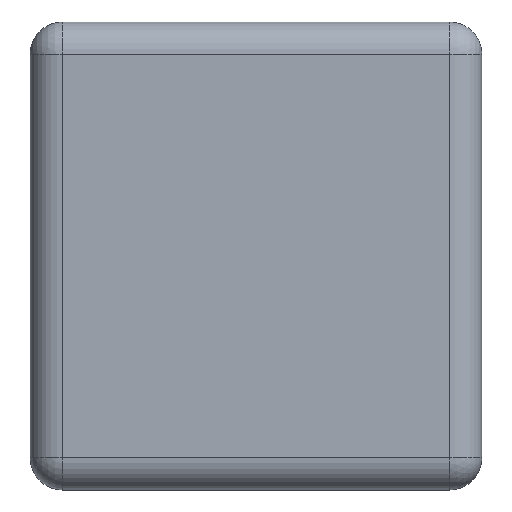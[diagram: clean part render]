
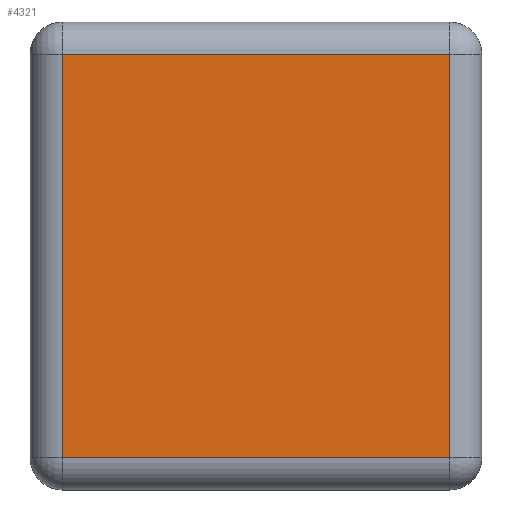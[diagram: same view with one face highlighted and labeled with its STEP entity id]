
A CAD part, left-side view. The second image highlights one B-rep face of the part: STEP entity #4321.
In plain terms, the highlighted face is planar.
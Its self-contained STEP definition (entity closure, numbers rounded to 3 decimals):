
#143 = CARTESIAN_POINT ( 'NONE',  ( 0.1, 0., 0. ) ) ;
#233 = LINE ( 'NONE', #2751, #1632 ) ;
#479 = VERTEX_POINT ( 'NONE', #4507 ) ;
#535 = CARTESIAN_POINT ( 'NONE',  ( 0.1, 1.3, 0. ) ) ;
#551 = LINE ( 'NONE', #2950, #1560 ) ;
#721 = AXIS2_PLACEMENT_3D ( 'NONE', #143, #4136, #2396 ) ;
#982 = ORIENTED_EDGE ( 'NONE', *, *, #2656, .T. ) ;
#1225 = DIRECTION ( 'NONE',  ( 0., 0., -1. ) ) ;
#1341 = VERTEX_POINT ( 'NONE', #4027 ) ;
#1507 = VECTOR ( 'NONE', #1610, 1000. ) ;
#1560 = VECTOR ( 'NONE', #4397, 1000. ) ;
#1610 = DIRECTION ( 'NONE',  ( 0., 0., 1. ) ) ;
#1632 = VECTOR ( 'NONE', #2163, 1000. ) ;
#1898 = CARTESIAN_POINT ( 'NONE',  ( 0.1, 1.3, -1.35 ) ) ;
#2007 = LINE ( 'NONE', #535, #1507 ) ;
#2046 = ORIENTED_EDGE ( 'NONE', *, *, #3466, .T. ) ;
#2075 = LINE ( 'NONE', #3741, #4149 ) ;
#2163 = DIRECTION ( 'NONE',  ( 0., 1., 0. ) ) ;
#2329 = VERTEX_POINT ( 'NONE', #4430 ) ;
#2396 = DIRECTION ( 'NONE',  ( 0., 0., 1. ) ) ;
#2545 = EDGE_CURVE ( 'NONE', #2329, #4552, #233, .T. ) ;
#2656 = EDGE_CURVE ( 'NONE', #4552, #1341, #2007, .T. ) ;
#2751 = CARTESIAN_POINT ( 'NONE',  ( 0.1, 0., -1.35 ) ) ;
#2831 = FACE_OUTER_BOUND ( 'NONE', #3354, .T. ) ;
#2950 = CARTESIAN_POINT ( 'NONE',  ( 0.1, 0., -0.1 ) ) ;
#3347 = PLANE ( 'NONE',  #721 ) ;
#3354 = EDGE_LOOP ( 'NONE', ( #2046, #3755, #982, #4407 ) ) ;
#3466 = EDGE_CURVE ( 'NONE', #479, #2329, #2075, .T. ) ;
#3741 = CARTESIAN_POINT ( 'NONE',  ( 0.1, 0.1, 0. ) ) ;
#3755 = ORIENTED_EDGE ( 'NONE', *, *, #2545, .T. ) ;
#3812 = EDGE_CURVE ( 'NONE', #1341, #479, #551, .T. ) ;
#4027 = CARTESIAN_POINT ( 'NONE',  ( 0.1, 1.3, -0.1 ) ) ;
#4136 = DIRECTION ( 'NONE',  ( -1., 0., 0. ) ) ;
#4149 = VECTOR ( 'NONE', #1225, 1000. ) ;
#4321 = ADVANCED_FACE ( 'NONE', ( #2831 ), #3347, .F. ) ;
#4397 = DIRECTION ( 'NONE',  ( 0., -1., 0. ) ) ;
#4407 = ORIENTED_EDGE ( 'NONE', *, *, #3812, .T. ) ;
#4430 = CARTESIAN_POINT ( 'NONE',  ( 0.1, 0.1, -1.35 ) ) ;
#4507 = CARTESIAN_POINT ( 'NONE',  ( 0.1, 0.1, -0.1 ) ) ;
#4552 = VERTEX_POINT ( 'NONE', #1898 ) ;
